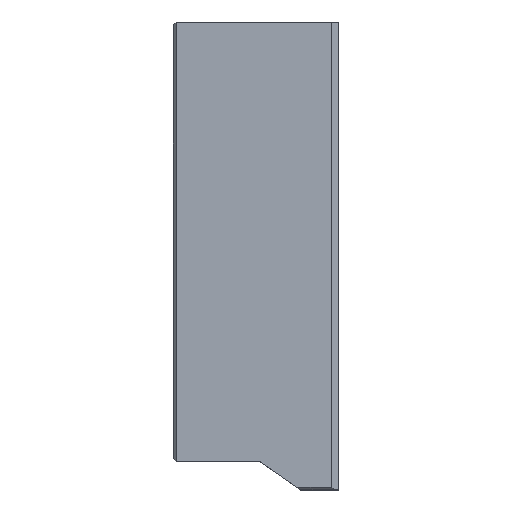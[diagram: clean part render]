
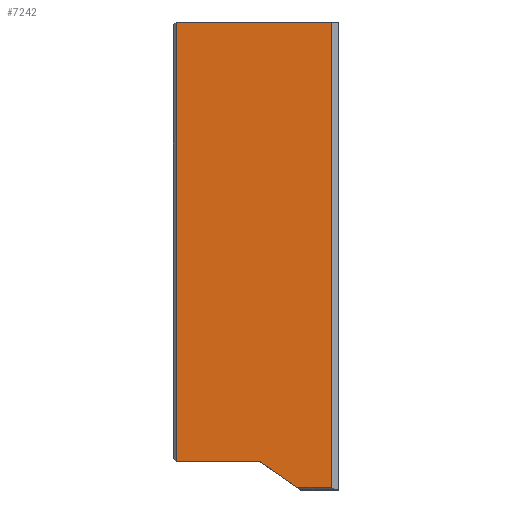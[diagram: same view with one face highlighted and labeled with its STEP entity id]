
A CAD part, left-side view. The second image highlights one B-rep face of the part: STEP entity #7242.
In plain terms, the highlighted planar face has unit normal (-1, 0, 0).
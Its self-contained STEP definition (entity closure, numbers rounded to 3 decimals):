
#770=FACE_OUTER_BOUND('',#1168,.T.);
#1168=EDGE_LOOP('',(#6076,#6077,#6078,#6079,#6080,#6081));
#1596=LINE('',#11284,#2337);
#1917=LINE('',#12116,#2658);
#1920=LINE('',#12122,#2661);
#1921=LINE('',#12124,#2662);
#1922=LINE('',#12126,#2663);
#1923=LINE('',#12127,#2664);
#2337=VECTOR('',#8750,10.);
#2658=VECTOR('',#9579,10.);
#2661=VECTOR('',#9586,10.);
#2662=VECTOR('',#9587,10.);
#2663=VECTOR('',#9588,10.);
#2664=VECTOR('',#9589,10.);
#3154=VERTEX_POINT('',#11281);
#3155=VERTEX_POINT('',#11283);
#3401=VERTEX_POINT('',#12115);
#3402=VERTEX_POINT('',#12121);
#3403=VERTEX_POINT('',#12123);
#3404=VERTEX_POINT('',#12125);
#3950=EDGE_CURVE('',#3154,#3155,#1596,.T.);
#4367=EDGE_CURVE('',#3401,#3154,#1917,.T.);
#4370=EDGE_CURVE('',#3401,#3402,#1920,.T.);
#4371=EDGE_CURVE('',#3402,#3403,#1921,.T.);
#4372=EDGE_CURVE('',#3404,#3403,#1922,.T.);
#4373=EDGE_CURVE('',#3404,#3155,#1923,.T.);
#6076=ORIENTED_EDGE('',*,*,#4367,.F.);
#6077=ORIENTED_EDGE('',*,*,#4370,.T.);
#6078=ORIENTED_EDGE('',*,*,#4371,.T.);
#6079=ORIENTED_EDGE('',*,*,#4372,.F.);
#6080=ORIENTED_EDGE('',*,*,#4373,.T.);
#6081=ORIENTED_EDGE('',*,*,#3950,.F.);
#6924=PLANE('',#7862);
#7242=ADVANCED_FACE('',(#770),#6924,.T.);
#7862=AXIS2_PLACEMENT_3D('',#12120,#9584,#9585);
#8750=DIRECTION('',(0.,-1.,0.));
#9579=DIRECTION('',(0.,0.,1.));
#9584=DIRECTION('center_axis',(-1.,0.,0.));
#9585=DIRECTION('ref_axis',(0.,-1.,0.));
#9586=DIRECTION('',(0.,-1.,0.));
#9587=DIRECTION('',(0.,-0.819,-0.574));
#9588=DIRECTION('',(0.,1.,0.));
#9589=DIRECTION('',(0.,0.,1.));
#11281=CARTESIAN_POINT('',(-375.,12.6,-521.));
#11283=CARTESIAN_POINT('',(-375.,-9.,-521.));
#11284=CARTESIAN_POINT('',(-375.,0.,-521.));
#12115=CARTESIAN_POINT('',(-375.,12.6,-582.));
#12116=CARTESIAN_POINT('',(-375.,12.6,-569.25));
#12120=CARTESIAN_POINT('Origin',(-375.,10.,-586.));
#12121=CARTESIAN_POINT('',(-375.,1.,-582.));
#12122=CARTESIAN_POINT('',(-375.,5.5,-582.));
#12123=CARTESIAN_POINT('',(-375.,-4.141,-585.6));
#12124=CARTESIAN_POINT('',(-375.,0.224,-582.544));
#12125=CARTESIAN_POINT('',(-375.,-9.,-585.6));
#12126=CARTESIAN_POINT('',(-375.,5.,-585.6));
#12127=CARTESIAN_POINT('',(-375.,-9.,-586.));
